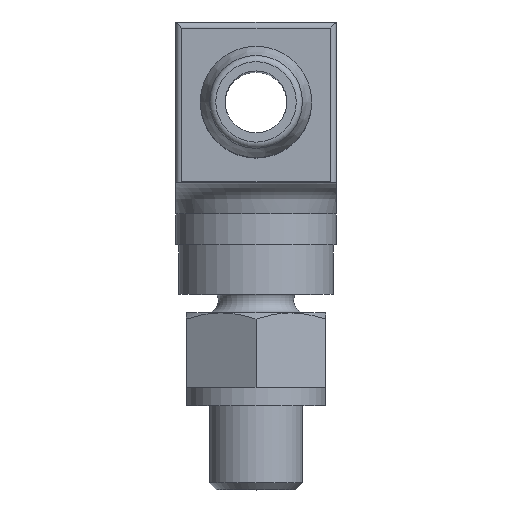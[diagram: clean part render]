
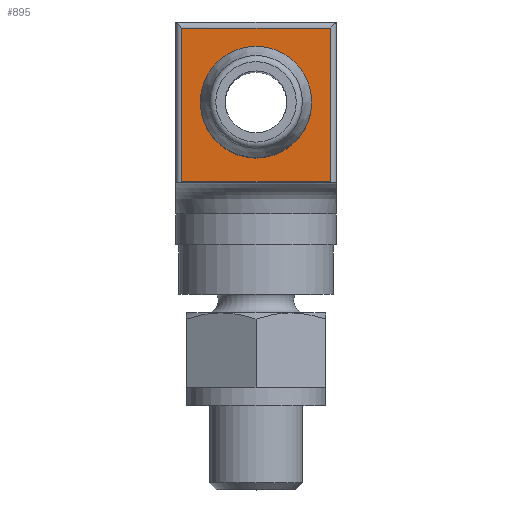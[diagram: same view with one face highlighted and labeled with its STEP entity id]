
A CAD part, top view. The second image highlights one B-rep face of the part: STEP entity #895.
In plain terms, the highlighted planar face has unit normal (0, 0, 1).
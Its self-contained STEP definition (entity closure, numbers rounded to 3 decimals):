
#25=LINE('',#1466,#67);
#26=LINE('',#1469,#68);
#27=LINE('',#1471,#69);
#28=LINE('',#1473,#70);
#67=VECTOR('',#1133,1000.);
#68=VECTOR('',#1134,1000.);
#69=VECTOR('',#1135,1000.);
#70=VECTOR('',#1136,1000.);
#109=PLANE('',#984);
#198=ORIENTED_EDGE('',*,*,#438,.F.);
#199=ORIENTED_EDGE('',*,*,#439,.F.);
#200=ORIENTED_EDGE('',*,*,#440,.F.);
#201=ORIENTED_EDGE('',*,*,#441,.T.);
#202=ORIENTED_EDGE('',*,*,#442,.T.);
#438=EDGE_CURVE('',#554,#554,#630,.T.);
#439=EDGE_CURVE('',#555,#556,#25,.T.);
#440=EDGE_CURVE('',#557,#555,#26,.T.);
#441=EDGE_CURVE('',#557,#558,#27,.T.);
#442=EDGE_CURVE('',#558,#556,#28,.T.);
#554=VERTEX_POINT('',#1465);
#555=VERTEX_POINT('',#1467);
#556=VERTEX_POINT('',#1468);
#557=VERTEX_POINT('',#1470);
#558=VERTEX_POINT('',#1472);
#630=CIRCLE('',#985,1.8);
#681=EDGE_LOOP('',(#198));
#682=EDGE_LOOP('',(#199,#200,#201,#202));
#779=FACE_BOUND('',#681,.T.);
#780=FACE_BOUND('',#682,.T.);
#895=ADVANCED_FACE('',(#779,#780),#109,.T.);
#984=AXIS2_PLACEMENT_3D('',#1463,#1129,#1130);
#985=AXIS2_PLACEMENT_3D('',#1464,#1131,#1132);
#1129=DIRECTION('',(0.,0.,1.));
#1130=DIRECTION('',(1.,0.,0.));
#1131=DIRECTION('',(0.,0.,1.));
#1132=DIRECTION('',(1.,0.,0.));
#1133=DIRECTION('',(0.,1.,0.));
#1134=DIRECTION('',(-1.,0.,0.));
#1135=DIRECTION('',(0.,1.,0.));
#1136=DIRECTION('',(-1.,0.,0.));
#1463=CARTESIAN_POINT('',(-2.4,3.6,3.6));
#1464=CARTESIAN_POINT('',(0.,9.8,3.6));
#1465=CARTESIAN_POINT('',(1.8,9.8,3.6));
#1466=CARTESIAN_POINT('',(-2.4,3.6,3.6));
#1467=CARTESIAN_POINT('',(-2.4,7.25,3.6));
#1468=CARTESIAN_POINT('',(-2.4,12.2,3.6));
#1469=CARTESIAN_POINT('',(2.6,7.25,3.6));
#1470=CARTESIAN_POINT('',(2.4,7.25,3.6));
#1471=CARTESIAN_POINT('',(2.4,3.6,3.6));
#1472=CARTESIAN_POINT('',(2.4,12.2,3.6));
#1473=CARTESIAN_POINT('',(2.6,12.2,3.6));
